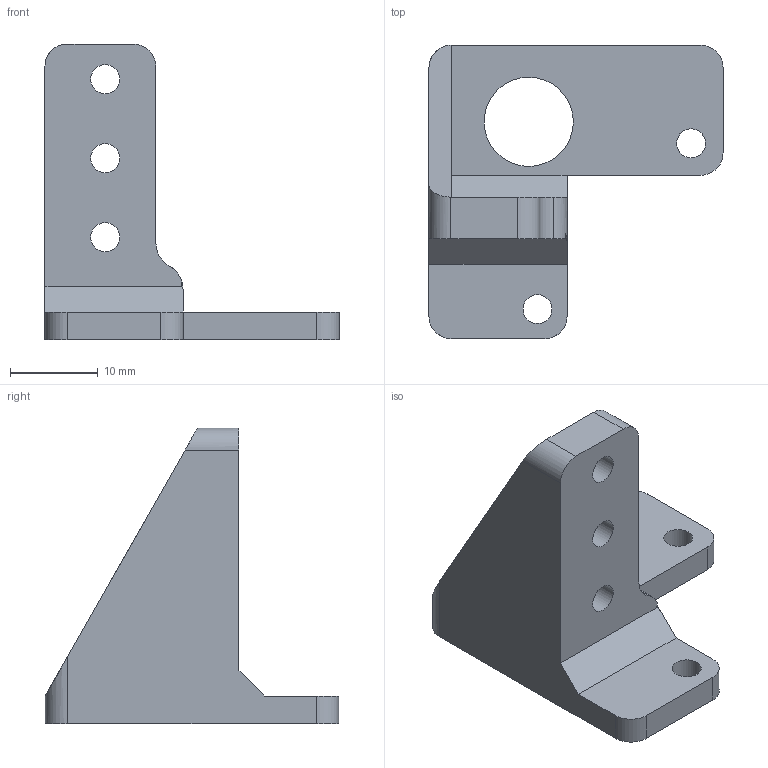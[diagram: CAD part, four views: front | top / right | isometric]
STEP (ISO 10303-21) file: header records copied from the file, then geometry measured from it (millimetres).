
FILE_DESCRIPTION(/* description */ (''),/* implementation_level */ '2;1');
FILE_NAME(/* name */ 'BL mount.stp',/* time_stamp */ '2024-03-01T00:41:00+01:00',/* author */ ('Javier'),/* organization */ (''),/* preprocessor_version */ 'ST-DEVELOPER v19',/* originating_system */ 'Autodesk Inventor 2023',/* authorisation */ '');
FILE_SCHEMA (('AUTOMOTIVE_DESIGN { 1 0 10303 214 3 1 1 }'));
Length unit declared in the file: millimetre
Products named in the file (1): BL mount actualizado
Bounding box: 33.5 x 33.44 x 33.7 mm (x, y, z)
Volume: 4714.5 mm3; surface area: 3564.4 mm2
Topology: 1 solids, 1 shells, 33 faces, 88 edges, 57 vertices
Faces by surface type: plane 18, cylinder 15
Full cylindrical faces by diameter (mm): 3.302 x5, 10.16 x1
Entity records: 1140 total; most frequent: DIRECTION 187, CARTESIAN_POINT 179, ORIENTED_EDGE 176, EDGE_CURVE 88, AXIS2_PLACEMENT_3D 65, LINE 57, VECTOR 57, VERTEX_POINT 57
